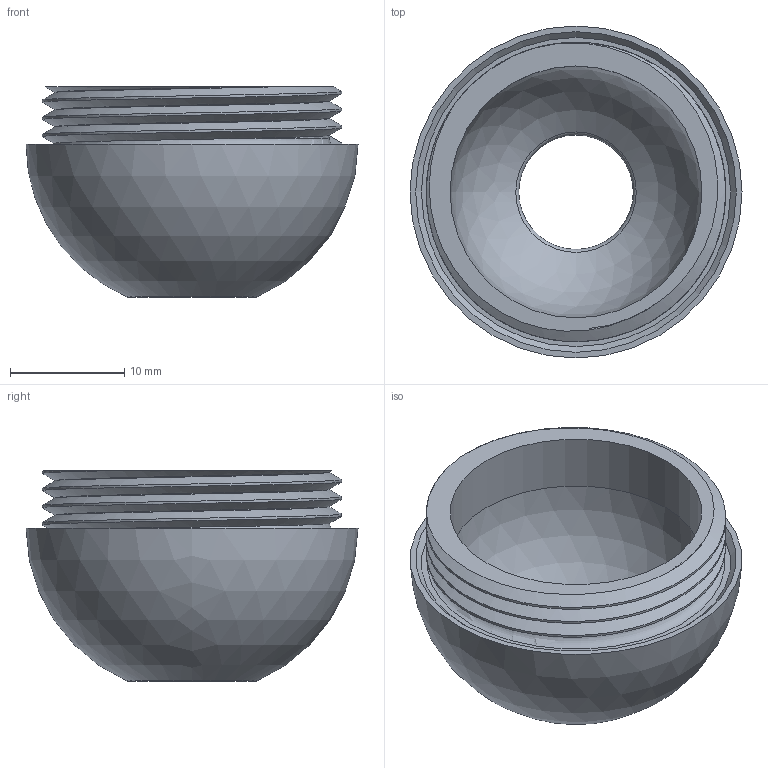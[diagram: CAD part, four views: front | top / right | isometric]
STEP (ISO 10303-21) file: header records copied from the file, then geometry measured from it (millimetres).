
FILE_DESCRIPTION(/* description */ (''),/* implementation_level */ '2;1');
FILE_NAME(/* name */ 'bottom cap.step',/* time_stamp */ '2025-11-09T18:54:19+01:00',/* author */ (''),/* organization */ (''),/* preprocessor_version */ 'ST-DEVELOPER v20.1',/* originating_system */ 'Autodesk Translation Framework v14.21.0.0',/* authorisation */ '');
FILE_SCHEMA (('AUTOMOTIVE_DESIGN { 1 0 10303 214 3 1 1 }'));
Length unit declared in the file: millimetre
Products named in the file (1): bottom cap
Bounding box: 29 x 29 x 18.37 mm (x, y, z)
Volume: 3835.9 mm3; surface area: 3439.8 mm2
Topology: 1 solids, 1 shells, 20 faces, 48 edges, 31 vertices
Faces by surface type: cylinder 6, plane 5, torus 3, bspline 3, sphere 2, cone 1
Full cylindrical faces by diameter (mm): 10 x1, 22 x1, 24 x2
Entity records: 2061 total; most frequent: CARTESIAN_POINT 1580, ORIENTED_EDGE 96, DIRECTION 87, EDGE_CURVE 48, AXIS2_PLACEMENT_3D 39, VERTEX_POINT 31, EDGE_LOOP 23, CIRCLE 21
